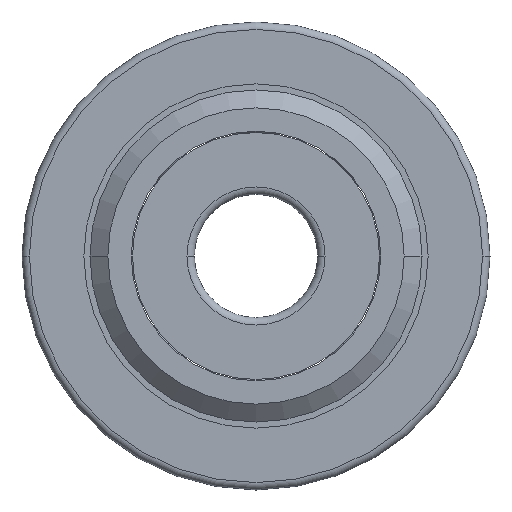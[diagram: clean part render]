
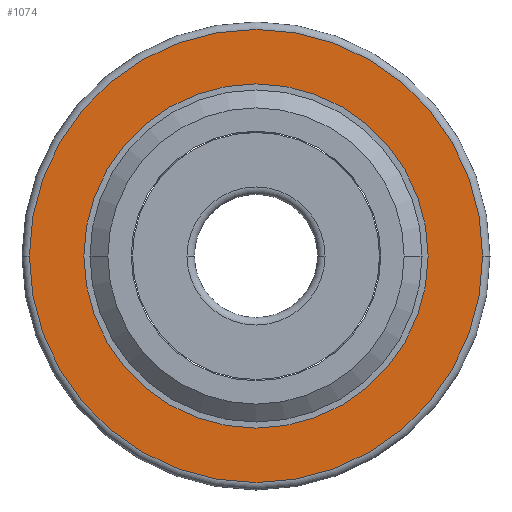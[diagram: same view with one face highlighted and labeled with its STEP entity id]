
A CAD part, left-side view. The second image highlights one B-rep face of the part: STEP entity #1074.
In plain terms, the highlighted planar face has unit normal (-1, 0, 0).
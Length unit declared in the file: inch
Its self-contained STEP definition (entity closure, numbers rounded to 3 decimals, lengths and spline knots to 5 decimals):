
#548=CARTESIAN_POINT('',(-0.118,0.,0.));
#549=DIRECTION('',(1.,0.,0.));
#550=DIRECTION('',(0.,1.,0.));
#551=AXIS2_PLACEMENT_3D('',#548,#549,#550);
#567=CARTESIAN_POINT('',(-0.118,0.,0.));
#568=DIRECTION('',(-1.,0.,0.));
#569=DIRECTION('',(0.,1.,0.));
#570=AXIS2_PLACEMENT_3D('',#567,#568,#569);
#589=CARTESIAN_POINT('',(-0.118,0.,0.));
#590=DIRECTION('',(-1.,0.,0.));
#591=DIRECTION('',(0.,1.,0.));
#592=AXIS2_PLACEMENT_3D('',#589,#590,#591);
#594=CARTESIAN_POINT('',(-0.118,0.,0.));
#595=DIRECTION('',(1.,0.,0.));
#596=DIRECTION('',(0.,1.,0.));
#597=AXIS2_PLACEMENT_3D('',#594,#595,#596);
#795=CARTESIAN_POINT('',(-0.118,0.3622,0.));
#796=VERTEX_POINT('',#795);
#807=CARTESIAN_POINT('',(-0.118,-0.3622,0.));
#808=VERTEX_POINT('',#807);
#817=CARTESIAN_POINT('',(-0.118,0.27507,0.));
#818=CARTESIAN_POINT('',(-0.118,-0.27507,0.));
#819=VERTEX_POINT('',#817);
#820=VERTEX_POINT('',#818);
#1059=CARTESIAN_POINT('',(-0.118,0.,0.));
#1060=DIRECTION('',(1.,0.,0.));
#1061=DIRECTION('',(0.,-1.,0.));
#1062=AXIS2_PLACEMENT_3D('',#1059,#1060,#1061);
#1063=PLANE('',#1062);
#1065=ORIENTED_EDGE('',*,*,#1064,.F.);
#1067=ORIENTED_EDGE('',*,*,#1066,.T.);
#1068=EDGE_LOOP('',(#1065,#1067));
#1069=FACE_OUTER_BOUND('',#1068,.F.);
#1070=ORIENTED_EDGE('',*,*,#1011,.F.);
#1071=ORIENTED_EDGE('',*,*,#1040,.T.);
#1072=EDGE_LOOP('',(#1070,#1071));
#1073=FACE_BOUND('',#1072,.F.);
#552=CIRCLE('',#551,0.27507);
#571=CIRCLE('',#570,0.27507);
#593=CIRCLE('',#592,0.3622);
#598=CIRCLE('',#597,0.3622);
#1011=EDGE_CURVE('',#819,#820,#552,.T.);
#1040=EDGE_CURVE('',#819,#820,#571,.T.);
#1064=EDGE_CURVE('',#796,#808,#593,.T.);
#1066=EDGE_CURVE('',#796,#808,#598,.T.);
#1074=ADVANCED_FACE('',(#1069,#1073),#1063,.F.);
